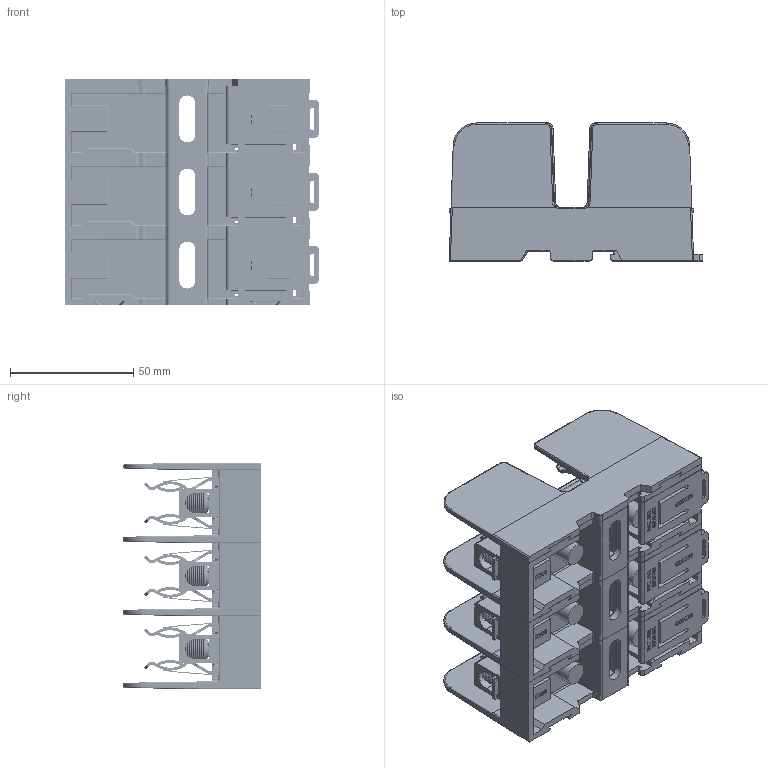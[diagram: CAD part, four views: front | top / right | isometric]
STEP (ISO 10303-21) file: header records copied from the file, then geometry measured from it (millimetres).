
FILE_DESCRIPTION (( 'STEP AP214' ), '1' );
FILE_NAME ('701798revA.STEP', '2020-01-03T19:42:31', ( '' ), ( '' ), 'SwSTEP 2.0', 'SolidWorks 2017', '' );
FILE_SCHEMA (( 'AUTOMOTIVE_DESIGN' ));
Length unit declared in the file: inch
Products named in the file (2): 701798revA
Bounding box: 102.78 x 55.88 x 91.95 mm (x, y, z)
Volume: 131459 mm3; surface area: 139593 mm2
Topology: 37 solids, 37 shells, 3636 faces, 9976 edges, 6400 vertices
Faces by surface type: plane 1767, cylinder 1175, bspline 272, cone 210, sphere 120, torus 92
Full cylindrical faces by diameter (mm): 3.175 x3, 3.962 x6, 8.382 x6, 8.89 x6, 9.474 x6
Entity records: 181800 total; most frequent: CARTESIAN_POINT 46178, ORIENTED_EDGE 19210, DIRECTION 17143, EDGE_CURVE 9605, VERTEX_POINT 6352, AXIS2_PLACEMENT_3D 5735, VECTOR 5673, LINE 5673
